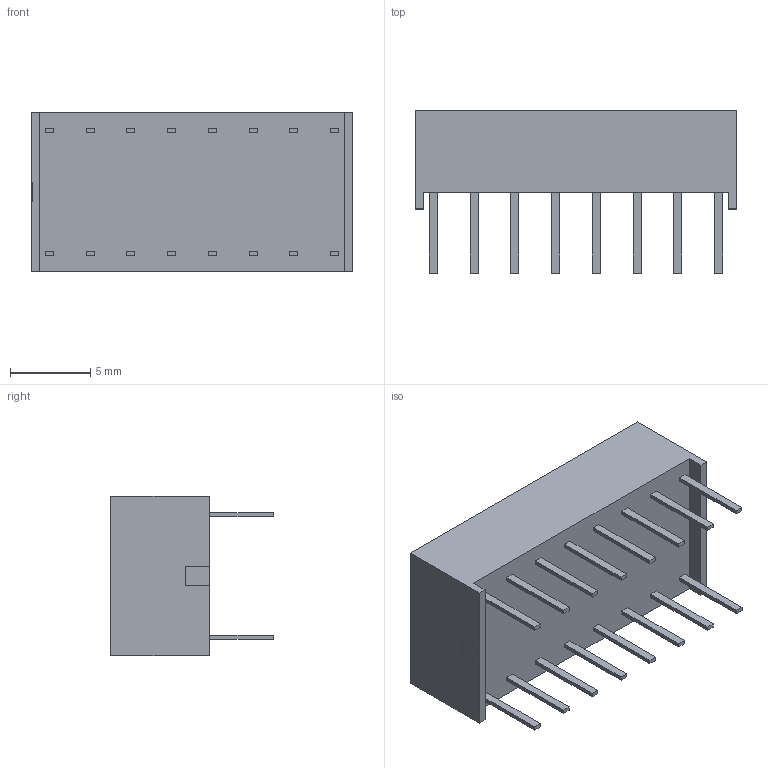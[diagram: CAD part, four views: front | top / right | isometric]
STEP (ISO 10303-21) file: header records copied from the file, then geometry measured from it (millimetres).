
FILE_DESCRIPTION (( 'STEP AP214' ), '1' );
FILE_NAME ('KB-2685.STEP', '2008-09-06T19:05:14', ( '' ), ( '' ), 'SwSTEP 2.0', 'SolidWorks 2008', '' );
FILE_SCHEMA (( 'AUTOMOTIVE_DESIGN' ));
Length unit declared in the file: millimetre
Products named in the file (1): KB-2685
Bounding box: 20.04 x 10.13 x 9.94 mm (x, y, z)
Volume: 1545.8 mm3; surface area: 1378.4 mm2
Topology: 18 solids, 18 shells, 399 faces, 1005 edges, 670 vertices
Faces by surface type: plane 283, bspline 116
Entity records: 21840 total; most frequent: CARTESIAN_POINT 8463, ORIENTED_EDGE 2010, DIRECTION 1341, EDGE_CURVE 1005, LINE 773, VECTOR 773, VERTEX_POINT 670, EDGE_LOOP 427
